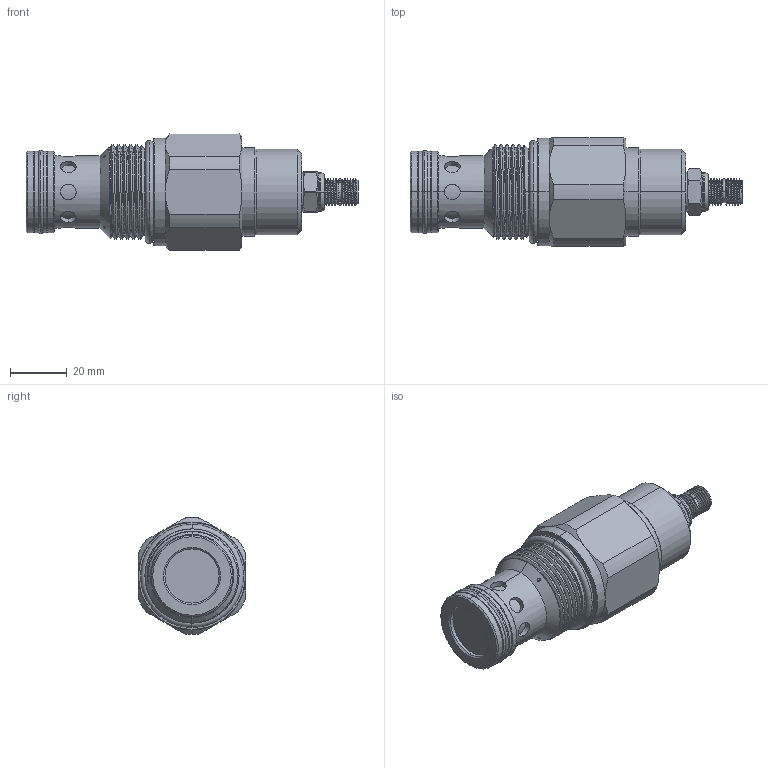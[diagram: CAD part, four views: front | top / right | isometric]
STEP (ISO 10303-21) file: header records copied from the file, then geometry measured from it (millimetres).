
FILE_DESCRIPTION (( 'STEP AP203' ), '1' );
FILE_NAME ('RP16W26-L.STEP', '2023-04-12T02:49:42', ( '' ), ( '' ), 'SwSTEP 2.0', 'SolidWorks 2018', '' );
FILE_SCHEMA (( 'CONFIG_CONTROL_DESIGN' ));
Length unit declared in the file: millimetre
Products named in the file (1): RP16W26-L
Bounding box: 116.87 x 38 x 41.1 mm (x, y, z)
Volume: 83472.9 mm3; surface area: 17193.1 mm2
Topology: 5 solids, 7 shells, 264 faces, 634 edges, 396 vertices
Faces by surface type: cylinder 130, plane 47, cone 41, torus 35, bspline 11
Entity records: 17819 total; most frequent: CARTESIAN_POINT 11944, ORIENTED_EDGE 1268, DIRECTION 1167, EDGE_CURVE 634, AXIS2_PLACEMENT_3D 491, VERTEX_POINT 396, EDGE_LOOP 288, ADVANCED_FACE 264
